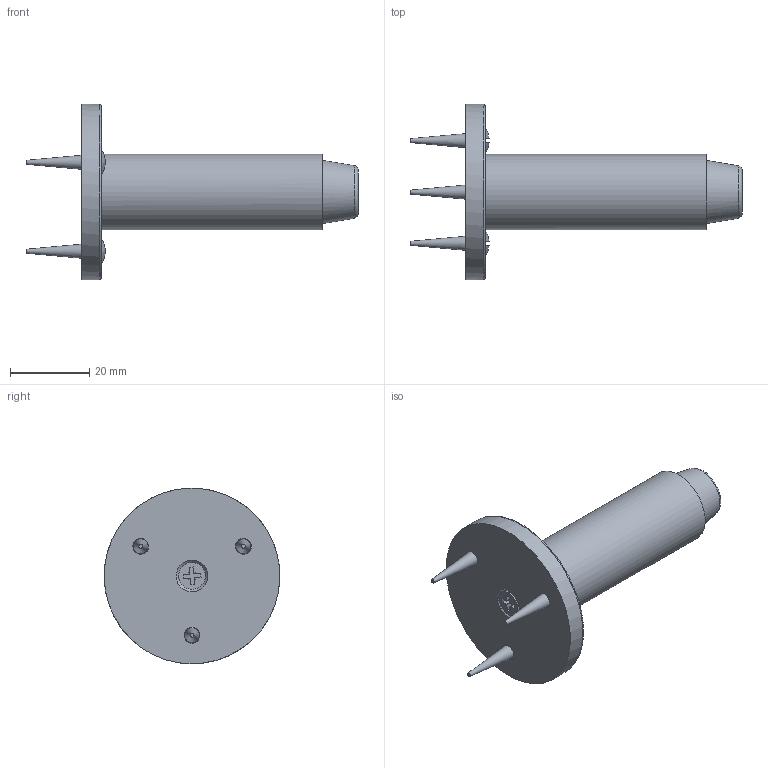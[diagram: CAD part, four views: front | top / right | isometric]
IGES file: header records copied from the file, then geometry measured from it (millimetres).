
Global section: file name: P4012; native system: Autodesk Inventor 2018; preprocessor: unknown; author: ashami; date: 20180911.114703; units: millimetre
Bounding box: 84.01 x 44.43 x 44.43 mm (x, y, z)
Volume: 24542.5 mm3; surface area: 10476.4 mm2
Topology: 8 solids, 8 shells, 91 faces, 230 edges, 159 vertices
Faces by surface type: bspline 91
